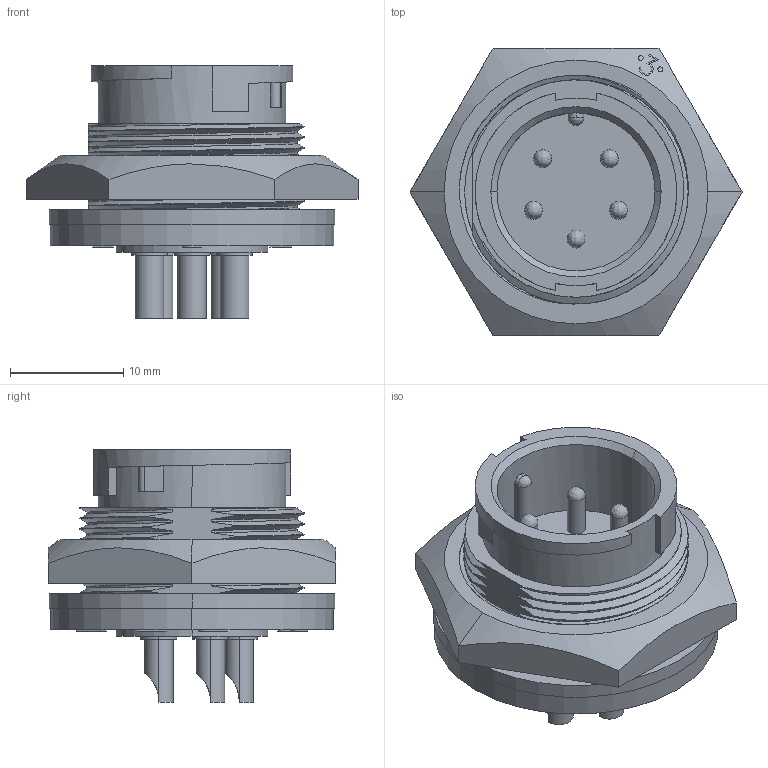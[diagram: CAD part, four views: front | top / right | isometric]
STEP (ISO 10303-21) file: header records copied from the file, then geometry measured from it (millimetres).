
FILE_DESCRIPTION (( 'STEP AP203' ), '1' );
FILE_NAME ('4382-5PG-3ES.STEP', '2018-08-10T16:49:33', ( '' ), ( '' ), 'SwSTEP 2.0', 'SolidWorks 2017', '' );
FILE_SCHEMA (( 'CONFIG_CONTROL_DESIGN' ));
Length unit declared in the file: inch
Products named in the file (1): 4382-5PG-3ES
Bounding box: 29.33 x 25.4 x 22.3 mm (x, y, z)
Volume: 4813.9 mm3; surface area: 4156 mm2
Topology: 2 solids, 2 shells, 347 faces, 949 edges, 627 vertices
Faces by surface type: plane 158, bspline 94, cylinder 88, cone 7
Entity records: 26731 total; most frequent: CARTESIAN_POINT 18820, ORIENTED_EDGE 1874, DIRECTION 1205, EDGE_CURVE 937, VERTEX_POINT 627, LINE 475, VECTOR 475, EDGE_LOOP 382
